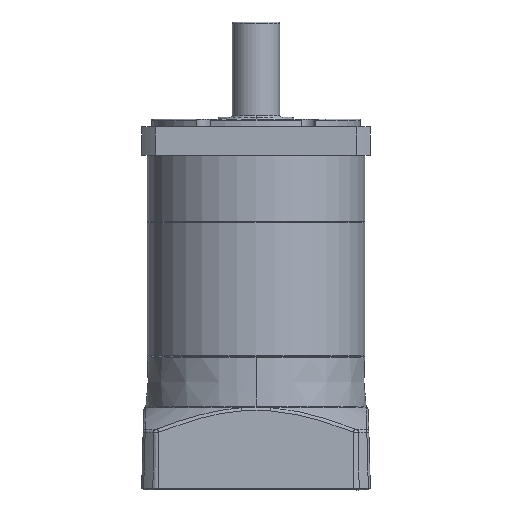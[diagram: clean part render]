
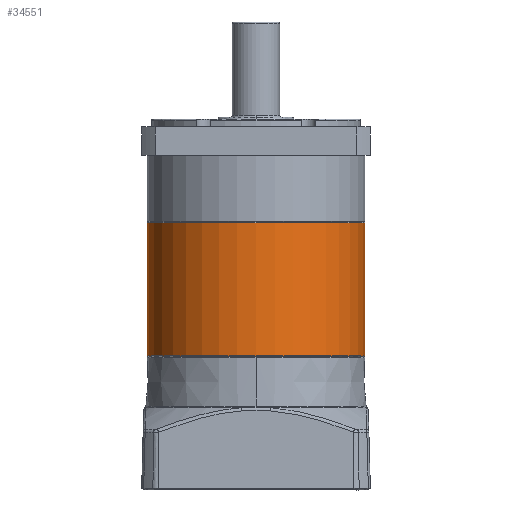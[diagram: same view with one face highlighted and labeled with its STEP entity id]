
A CAD part, front view. The second image highlights one B-rep face of the part: STEP entity #34551.
In plain terms, the highlighted cylindrical face has radius 57 mm (diameter 114 mm), a partial arc.
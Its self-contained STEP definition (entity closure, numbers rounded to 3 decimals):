
#1736 = CARTESIAN_POINT ( 'NONE',  ( -57., 0., 0.3 ) ) ;
#1893 = ORIENTED_EDGE ( 'NONE', *, *, #8278, .T. ) ;
#2080 = CARTESIAN_POINT ( 'NONE',  ( 57., 0., 70.2 ) ) ;
#2299 = CIRCLE ( 'NONE', #42432, 57. ) ;
#2820 = CYLINDRICAL_SURFACE ( 'NONE', #9234, 57. ) ;
#3568 = VERTEX_POINT ( 'NONE', #1736 ) ;
#4495 = DIRECTION ( 'NONE',  ( 0., 0., -1. ) ) ;
#7005 = FACE_OUTER_BOUND ( 'NONE', #36158, .T. ) ;
#7405 = ORIENTED_EDGE ( 'NONE', *, *, #34390, .T. ) ;
#7655 = EDGE_CURVE ( 'NONE', #30473, #23073, #2299, .T. ) ;
#8278 = EDGE_CURVE ( 'NONE', #34969, #3568, #40848, .T. ) ;
#8881 = VECTOR ( 'NONE', #4495, 1000. ) ;
#8971 = LINE ( 'NONE', #21293, #8881 ) ;
#9234 = AXIS2_PLACEMENT_3D ( 'NONE', #20360, #20371, #20923 ) ;
#9736 = VERTEX_POINT ( 'NONE', #17523 ) ;
#10164 = CARTESIAN_POINT ( 'NONE',  ( -57., 0., 70.2 ) ) ;
#12556 = DIRECTION ( 'NONE',  ( -1., 0., 0. ) ) ;
#12594 = DIRECTION ( 'NONE',  ( 0., 0., 1. ) ) ;
#12647 = CARTESIAN_POINT ( 'NONE',  ( 0., 0., 0.3 ) ) ;
#13136 = ORIENTED_EDGE ( 'NONE', *, *, #7655, .T. ) ;
#13870 = ORIENTED_EDGE ( 'NONE', *, *, #18150, .T. ) ;
#15010 = DIRECTION ( 'NONE',  ( 0., 0., -1. ) ) ;
#15558 = CARTESIAN_POINT ( 'NONE',  ( -57., 0., 70.5 ) ) ;
#16705 = CIRCLE ( 'NONE', #38181, 57. ) ;
#17523 = CARTESIAN_POINT ( 'NONE',  ( 57., 0., 0.3 ) ) ;
#18150 = EDGE_CURVE ( 'NONE', #3568, #9736, #16705, .T. ) ;
#20360 = CARTESIAN_POINT ( 'NONE',  ( 0., 0., 70.5 ) ) ;
#20371 = DIRECTION ( 'NONE',  ( 0., 0., -1. ) ) ;
#20923 = DIRECTION ( 'NONE',  ( -1., 0., 0. ) ) ;
#21293 = CARTESIAN_POINT ( 'NONE',  ( 57., 0., 70.5 ) ) ;
#21503 = DIRECTION ( 'NONE',  ( -1., 0., 0. ) ) ;
#21554 = DIRECTION ( 'NONE',  ( 0., 0., -1. ) ) ;
#21563 = CARTESIAN_POINT ( 'NONE',  ( 0., 0., 70.2 ) ) ;
#23073 = VERTEX_POINT ( 'NONE', #39191 ) ;
#27823 = AXIS2_PLACEMENT_3D ( 'NONE', #21563, #21554, #21503 ) ;
#28554 = DIRECTION ( 'NONE',  ( -1., 0., 0. ) ) ;
#28589 = DIRECTION ( 'NONE',  ( 0., 0., -1. ) ) ;
#28640 = CARTESIAN_POINT ( 'NONE',  ( 0., 0., 70.2 ) ) ;
#29700 = ORIENTED_EDGE ( 'NONE', *, *, #35430, .F. ) ;
#30473 = VERTEX_POINT ( 'NONE', #2080 ) ;
#34208 = VECTOR ( 'NONE', #15010, 1000. ) ;
#34390 = EDGE_CURVE ( 'NONE', #23073, #34969, #38526, .T. ) ;
#34551 = ADVANCED_FACE ( 'NONE', ( #7005 ), #2820, .T. ) ;
#34969 = VERTEX_POINT ( 'NONE', #10164 ) ;
#35430 = EDGE_CURVE ( 'NONE', #30473, #9736, #8971, .T. ) ;
#36158 = EDGE_LOOP ( 'NONE', ( #29700, #13136, #7405, #1893, #13870 ) ) ;
#38181 = AXIS2_PLACEMENT_3D ( 'NONE', #12647, #12594, #12556 ) ;
#38526 = CIRCLE ( 'NONE', #27823, 57. ) ;
#39191 = CARTESIAN_POINT ( 'NONE',  ( 0., -57., 70.2 ) ) ;
#40848 = LINE ( 'NONE', #15558, #34208 ) ;
#42432 = AXIS2_PLACEMENT_3D ( 'NONE', #28640, #28589, #28554 ) ;
